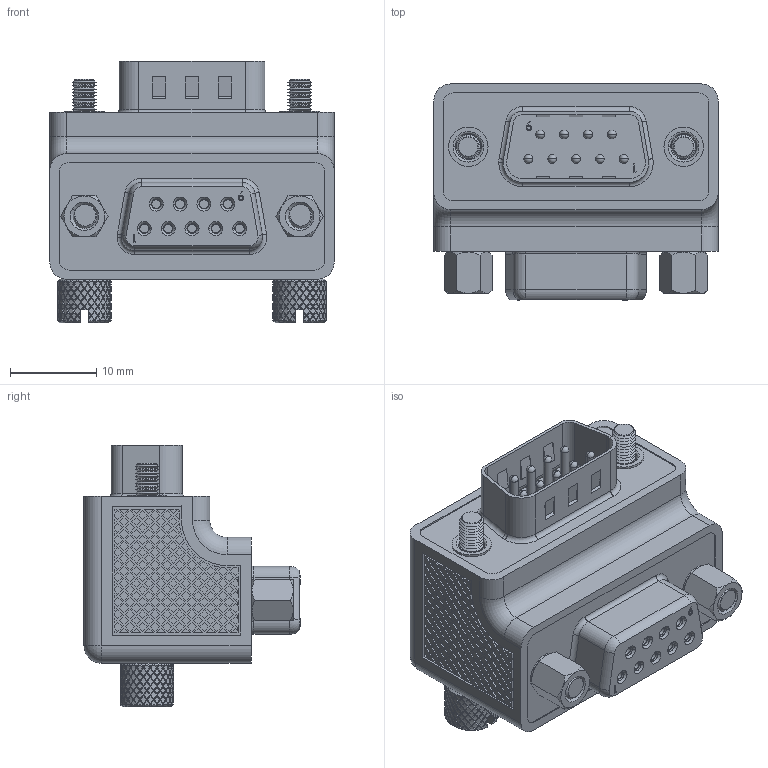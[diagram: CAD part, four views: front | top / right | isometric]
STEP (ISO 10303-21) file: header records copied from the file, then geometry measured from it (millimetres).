
FILE_DESCRIPTION (( 'STEP AP214' ), '1' );
FILE_NAME ('DG909MF3-P.STEP', '2018-06-27T20:07:31', ( '' ), ( '' ), 'SwSTEP 2.0', 'SolidWorks 2017', '' );
FILE_SCHEMA (( 'AUTOMOTIVE_DESIGN' ));
Length unit declared in the file: inch
Products named in the file (7): MTN-442; 1AJ06-050; 1AC02-002; 1AJ10-005_1AJ10-006; MTN-443; 1AC02-003; DG909MF3-P
Assembly tree (8 placements, depth 2):
  DG909MF3-P
    MTN-443
    1AJ06-050  x2
    1AJ10-005_1AJ10-006  x2
    MTN-442
    1AC02-002
    1AC02-003
Bounding box: 33.02 x 25.07 x 30.4 mm (x, y, z)
Volume: 15011.5 mm3; surface area: 13921.4 mm2
Topology: 33 solids, 34 shells, 5629 faces, 12962 edges, 7801 vertices
Faces by surface type: plane 2330, bspline 1974, cylinder 956, cone 210, torus 103, sphere 56
Entity records: 171249 total; most frequent: CARTESIAN_POINT 59188, ORIENTED_EDGE 20286, DIRECTION 15110, EDGE_CURVE 10143, VERTEX_POINT 6312, LINE 5982, VECTOR 5982, EDGE_LOOP 4875
